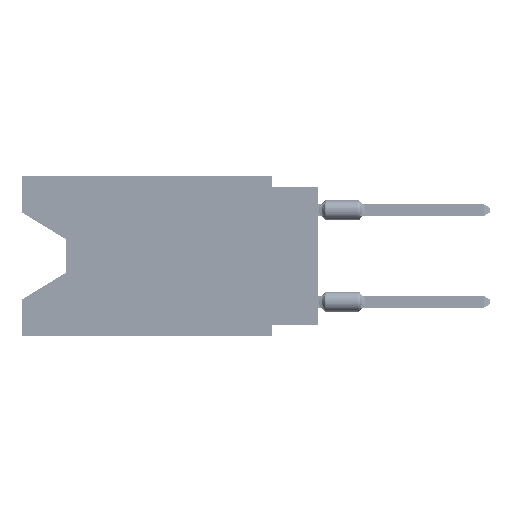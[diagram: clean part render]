
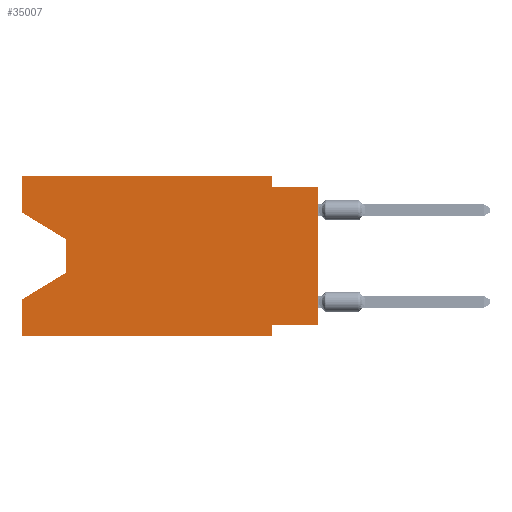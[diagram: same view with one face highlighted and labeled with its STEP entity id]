
A CAD part, left-side view. The second image highlights one B-rep face of the part: STEP entity #35007.
In plain terms, the highlighted planar face has unit normal (-1, 0, 0).
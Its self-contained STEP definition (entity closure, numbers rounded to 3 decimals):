
#1873 = DIRECTION ( 'NONE',  ( 0., 0.855, -0.519 ) ) ;
#2431 = LINE ( 'NONE', #51678, #100773 ) ;
#2801 = EDGE_LOOP ( 'NONE', ( #96442, #68512, #87768, #49498, #104574, #58966, #49808, #85557, #67107, #92520, #41489, #105547 ) ) ;
#3116 = CARTESIAN_POINT ( 'NONE',  ( 0., 16.383, -6.852 ) ) ;
#3304 = VERTEX_POINT ( 'NONE', #3116 ) ;
#7843 = DIRECTION ( 'NONE',  ( 0., -0.855, -0.519 ) ) ;
#8396 = VECTOR ( 'NONE', #85704, 1000. ) ;
#9901 = EDGE_CURVE ( 'NONE', #44106, #25947, #94598, .T. ) ;
#12439 = LINE ( 'NONE', #71117, #14835 ) ;
#14835 = VECTOR ( 'NONE', #105416, 1000. ) ;
#15942 = CARTESIAN_POINT ( 'NONE',  ( 0., 16.383, 0. ) ) ;
#16978 = CARTESIAN_POINT ( 'NONE',  ( 0., 16.383, 0. ) ) ;
#18183 = LINE ( 'NONE', #51940, #8396 ) ;
#19156 = CARTESIAN_POINT ( 'NONE',  ( 0., 16.383, -8.89 ) ) ;
#20386 = EDGE_CURVE ( 'NONE', #97753, #92075, #38475, .T. ) ;
#22685 = CARTESIAN_POINT ( 'NONE',  ( 0., 2.54, -8.89 ) ) ;
#25459 = CARTESIAN_POINT ( 'NONE',  ( 0., 13.97, -5.385 ) ) ;
#25832 = VERTEX_POINT ( 'NONE', #51592 ) ;
#25947 = VERTEX_POINT ( 'NONE', #43484 ) ;
#28839 = DIRECTION ( 'NONE',  ( 0., -1., 0. ) ) ;
#29469 = EDGE_CURVE ( 'NONE', #72523, #25832, #95830, .T. ) ;
#29711 = CARTESIAN_POINT ( 'NONE',  ( 0., 13.97, -3.505 ) ) ;
#30986 = DIRECTION ( 'NONE',  ( 0., 0., -1. ) ) ;
#31094 = VECTOR ( 'NONE', #52528, 1000. ) ;
#33109 = AXIS2_PLACEMENT_3D ( 'NONE', #16978, #50721, #91156 ) ;
#34831 = EDGE_CURVE ( 'NONE', #38007, #98696, #18183, .T. ) ;
#35007 = ADVANCED_FACE ( 'NONE', ( #101636 ), #100550, .F. ) ;
#35654 = EDGE_CURVE ( 'NONE', #25947, #60804, #73614, .T. ) ;
#35973 = LINE ( 'NONE', #58728, #52499 ) ;
#37331 = VECTOR ( 'NONE', #59090, 1000. ) ;
#37935 = VECTOR ( 'NONE', #28839, 1000. ) ;
#38007 = VERTEX_POINT ( 'NONE', #29711 ) ;
#38475 = LINE ( 'NONE', #79463, #58691 ) ;
#40056 = CARTESIAN_POINT ( 'NONE',  ( 0., 16.383, 0. ) ) ;
#40218 = CARTESIAN_POINT ( 'NONE',  ( 0., 0., 0. ) ) ;
#41039 = LINE ( 'NONE', #109110, #55803 ) ;
#41489 = ORIENTED_EDGE ( 'NONE', *, *, #29469, .F. ) ;
#42376 = CARTESIAN_POINT ( 'NONE',  ( 0., 0., -0.635 ) ) ;
#43484 = CARTESIAN_POINT ( 'NONE',  ( 0., 2.54, -8.255 ) ) ;
#44106 = VERTEX_POINT ( 'NONE', #69095 ) ;
#44443 = CARTESIAN_POINT ( 'NONE',  ( 0., 16.383, -2.038 ) ) ;
#46444 = EDGE_CURVE ( 'NONE', #44106, #92075, #74532, .T. ) ;
#49144 = EDGE_CURVE ( 'NONE', #82360, #60804, #80548, .T. ) ;
#49498 = ORIENTED_EDGE ( 'NONE', *, *, #89179, .F. ) ;
#49808 = ORIENTED_EDGE ( 'NONE', *, *, #9901, .F. ) ;
#50721 = DIRECTION ( 'NONE',  ( 1., 0., 0. ) ) ;
#51592 = CARTESIAN_POINT ( 'NONE',  ( 0., 2.54, 0. ) ) ;
#51678 = CARTESIAN_POINT ( 'NONE',  ( 0., 13.97, -5.385 ) ) ;
#51940 = CARTESIAN_POINT ( 'NONE',  ( 0., 13.97, -3.505 ) ) ;
#52499 = VECTOR ( 'NONE', #76410, 1000. ) ;
#52528 = DIRECTION ( 'NONE',  ( 0., 1., 0. ) ) ;
#55113 = EDGE_CURVE ( 'NONE', #106356, #38007, #41039, .T. ) ;
#55803 = VECTOR ( 'NONE', #7843, 1000. ) ;
#58691 = VECTOR ( 'NONE', #63931, 1000. ) ;
#58728 = CARTESIAN_POINT ( 'NONE',  ( 0., 2.54, 0. ) ) ;
#58966 = ORIENTED_EDGE ( 'NONE', *, *, #35654, .F. ) ;
#59090 = DIRECTION ( 'NONE',  ( 0., 0., 1. ) ) ;
#60804 = VERTEX_POINT ( 'NONE', #75752 ) ;
#61222 = DIRECTION ( 'NONE',  ( 0., -1., 0. ) ) ;
#63931 = DIRECTION ( 'NONE',  ( 0., -1., 0. ) ) ;
#66152 = CARTESIAN_POINT ( 'NONE',  ( 0., 2.54, -0.635 ) ) ;
#67107 = ORIENTED_EDGE ( 'NONE', *, *, #20386, .F. ) ;
#68512 = ORIENTED_EDGE ( 'NONE', *, *, #34831, .T. ) ;
#69095 = CARTESIAN_POINT ( 'NONE',  ( 0., 0., -8.255 ) ) ;
#71117 = CARTESIAN_POINT ( 'NONE',  ( 0., 16.383, 0. ) ) ;
#72523 = VERTEX_POINT ( 'NONE', #40056 ) ;
#72907 = CARTESIAN_POINT ( 'NONE',  ( 0., 16.383, -8.89 ) ) ;
#73614 = LINE ( 'NONE', #22685, #89820 ) ;
#74532 = LINE ( 'NONE', #40218, #75360 ) ;
#75360 = VECTOR ( 'NONE', #90029, 1000. ) ;
#75752 = CARTESIAN_POINT ( 'NONE',  ( 0., 2.54, -8.89 ) ) ;
#76410 = DIRECTION ( 'NONE',  ( 0., 0., -1. ) ) ;
#77650 = EDGE_CURVE ( 'NONE', #106356, #72523, #102225, .T. ) ;
#78663 = CARTESIAN_POINT ( 'NONE',  ( 0., 16.383, 0. ) ) ;
#79463 = CARTESIAN_POINT ( 'NONE',  ( 0., 0., -0.635 ) ) ;
#80548 = LINE ( 'NONE', #19156, #91522 ) ;
#82360 = VERTEX_POINT ( 'NONE', #72907 ) ;
#85557 = ORIENTED_EDGE ( 'NONE', *, *, #46444, .T. ) ;
#85704 = DIRECTION ( 'NONE',  ( 0., 0., -1. ) ) ;
#87768 = ORIENTED_EDGE ( 'NONE', *, *, #101883, .T. ) ;
#89179 = EDGE_CURVE ( 'NONE', #82360, #3304, #12439, .T. ) ;
#89820 = VECTOR ( 'NONE', #30986, 1000. ) ;
#90029 = DIRECTION ( 'NONE',  ( 0., 0., 1. ) ) ;
#91156 = DIRECTION ( 'NONE',  ( 0., 0., -1. ) ) ;
#91522 = VECTOR ( 'NONE', #61222, 1000. ) ;
#92075 = VERTEX_POINT ( 'NONE', #42376 ) ;
#92520 = ORIENTED_EDGE ( 'NONE', *, *, #96682, .F. ) ;
#93497 = CARTESIAN_POINT ( 'NONE',  ( 0., 0., -8.255 ) ) ;
#94598 = LINE ( 'NONE', #93497, #31094 ) ;
#95830 = LINE ( 'NONE', #78663, #37935 ) ;
#96442 = ORIENTED_EDGE ( 'NONE', *, *, #55113, .T. ) ;
#96682 = EDGE_CURVE ( 'NONE', #25832, #97753, #35973, .T. ) ;
#97753 = VERTEX_POINT ( 'NONE', #66152 ) ;
#98696 = VERTEX_POINT ( 'NONE', #25459 ) ;
#100550 = PLANE ( 'NONE',  #33109 ) ;
#100773 = VECTOR ( 'NONE', #1873, 1000. ) ;
#101636 = FACE_OUTER_BOUND ( 'NONE', #2801, .T. ) ;
#101883 = EDGE_CURVE ( 'NONE', #98696, #3304, #2431, .T. ) ;
#102225 = LINE ( 'NONE', #15942, #37331 ) ;
#104574 = ORIENTED_EDGE ( 'NONE', *, *, #49144, .T. ) ;
#105416 = DIRECTION ( 'NONE',  ( 0., 0., 1. ) ) ;
#105547 = ORIENTED_EDGE ( 'NONE', *, *, #77650, .F. ) ;
#106356 = VERTEX_POINT ( 'NONE', #44443 ) ;
#109110 = CARTESIAN_POINT ( 'NONE',  ( 0., 16.383, -2.038 ) ) ;
